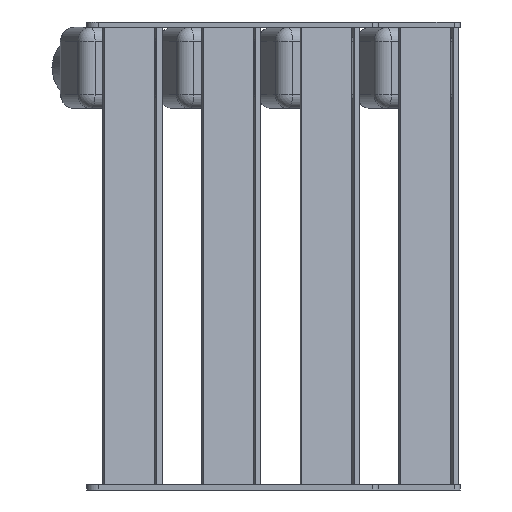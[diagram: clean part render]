
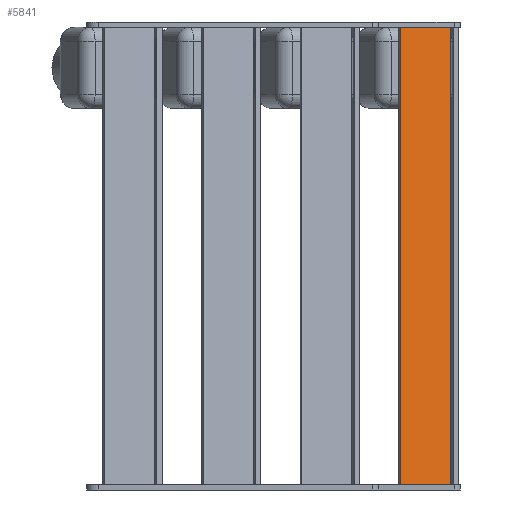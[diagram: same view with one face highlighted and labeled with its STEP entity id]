
A CAD part, left-side view. The second image highlights one B-rep face of the part: STEP entity #5841.
In plain terms, the highlighted planar face has unit normal (-0.951, -0.309, 0).
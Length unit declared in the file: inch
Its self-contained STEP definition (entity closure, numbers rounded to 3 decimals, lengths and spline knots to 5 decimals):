
#539=FACE_OUTER_BOUND('',#909,.T.);
#909=EDGE_LOOP('',(#4663,#4664,#4665,#4666,#4667,#4668,#4669,#4670,#4671,
#4672,#4673,#4674));
#1481=LINE('',#9109,#2139);
#1484=LINE('',#9115,#2142);
#1487=LINE('',#9121,#2145);
#1490=LINE('',#9127,#2148);
#1493=LINE('',#9133,#2151);
#1496=LINE('',#9139,#2154);
#1499=LINE('',#9145,#2157);
#1502=LINE('',#9151,#2160);
#1505=LINE('',#9157,#2163);
#1508=LINE('',#9163,#2166);
#1511=LINE('',#9169,#2169);
#1514=LINE('',#9173,#2172);
#2139=VECTOR('',#7340,0.3937);
#2142=VECTOR('',#7345,0.3937);
#2145=VECTOR('',#7350,0.3937);
#2148=VECTOR('',#7355,0.3937);
#2151=VECTOR('',#7360,0.3937);
#2154=VECTOR('',#7365,0.3937);
#2157=VECTOR('',#7370,0.3937);
#2160=VECTOR('',#7375,0.3937);
#2163=VECTOR('',#7380,0.3937);
#2166=VECTOR('',#7385,0.3937);
#2169=VECTOR('',#7390,0.3937);
#2172=VECTOR('',#7395,0.3937);
#2683=VERTEX_POINT('',#9106);
#2684=VERTEX_POINT('',#9108);
#2686=VERTEX_POINT('',#9114);
#2688=VERTEX_POINT('',#9120);
#2690=VERTEX_POINT('',#9126);
#2692=VERTEX_POINT('',#9132);
#2694=VERTEX_POINT('',#9138);
#2696=VERTEX_POINT('',#9144);
#2698=VERTEX_POINT('',#9150);
#2700=VERTEX_POINT('',#9156);
#2702=VERTEX_POINT('',#9162);
#2704=VERTEX_POINT('',#9168);
#3353=EDGE_CURVE('',#2684,#2683,#1481,.T.);
#3356=EDGE_CURVE('',#2686,#2684,#1484,.T.);
#3359=EDGE_CURVE('',#2688,#2686,#1487,.T.);
#3362=EDGE_CURVE('',#2690,#2688,#1490,.T.);
#3365=EDGE_CURVE('',#2692,#2690,#1493,.T.);
#3368=EDGE_CURVE('',#2694,#2692,#1496,.T.);
#3371=EDGE_CURVE('',#2696,#2694,#1499,.T.);
#3374=EDGE_CURVE('',#2698,#2696,#1502,.T.);
#3377=EDGE_CURVE('',#2700,#2698,#1505,.T.);
#3380=EDGE_CURVE('',#2702,#2700,#1508,.T.);
#3383=EDGE_CURVE('',#2704,#2702,#1511,.T.);
#3386=EDGE_CURVE('',#2683,#2704,#1514,.T.);
#4663=ORIENTED_EDGE('',*,*,#3386,.T.);
#4664=ORIENTED_EDGE('',*,*,#3383,.T.);
#4665=ORIENTED_EDGE('',*,*,#3380,.T.);
#4666=ORIENTED_EDGE('',*,*,#3377,.T.);
#4667=ORIENTED_EDGE('',*,*,#3374,.T.);
#4668=ORIENTED_EDGE('',*,*,#3371,.T.);
#4669=ORIENTED_EDGE('',*,*,#3368,.T.);
#4670=ORIENTED_EDGE('',*,*,#3365,.T.);
#4671=ORIENTED_EDGE('',*,*,#3362,.T.);
#4672=ORIENTED_EDGE('',*,*,#3359,.T.);
#4673=ORIENTED_EDGE('',*,*,#3356,.T.);
#4674=ORIENTED_EDGE('',*,*,#3353,.T.);
#5591=PLANE('',#6259);
#5841=ADVANCED_FACE('',(#539),#5591,.T.);
#6259=AXIS2_PLACEMENT_3D('',#9174,#7396,#7397);
#7340=DIRECTION('',(0.,0.,1.));
#7345=DIRECTION('',(-0.309,0.951,0.));
#7350=DIRECTION('',(0.,0.,1.));
#7355=DIRECTION('',(0.309,-0.951,0.));
#7360=DIRECTION('',(0.,0.,1.));
#7365=DIRECTION('',(0.309,-0.951,0.));
#7370=DIRECTION('',(0.,0.,-1.));
#7375=DIRECTION('',(0.309,-0.951,0.));
#7380=DIRECTION('',(0.,0.,-1.));
#7385=DIRECTION('',(-0.309,0.951,0.));
#7390=DIRECTION('',(0.,0.,-1.));
#7395=DIRECTION('',(-0.309,0.951,0.));
#7396=DIRECTION('center_axis',(-0.951,-0.309,0.));
#7397=DIRECTION('ref_axis',(0.,0.,
1.));
#9106=CARTESIAN_POINT('',(1.6005,0.4111,0.141));
#9108=CARTESIAN_POINT('',(1.6005,0.4111,0.));
#9109=CARTESIAN_POINT('',(1.6005,0.4111,0.));
#9114=CARTESIAN_POINT('',(1.65458,0.24467,0.));
#9115=CARTESIAN_POINT('',(1.6005,0.4111,0.));
#9120=CARTESIAN_POINT('',(1.65458,0.24467,-11.75));
#9121=CARTESIAN_POINT('',(1.65458,0.24467,-11.75));
#9126=CARTESIAN_POINT('',(1.6005,0.4111,-11.75));
#9127=CARTESIAN_POINT('',(1.6005,0.4111,-11.75));
#9132=CARTESIAN_POINT('',(1.6005,0.4111,-11.891));
#9133=CARTESIAN_POINT('',(1.6005,0.4111,-11.891));
#9138=CARTESIAN_POINT('',(1.29148,1.36216,-11.891));
#9139=CARTESIAN_POINT('',(1.29148,1.36216,-11.891));
#9144=CARTESIAN_POINT('',(1.29148,1.36216,-11.75));
#9145=CARTESIAN_POINT('',(1.29148,1.36216,-11.75));
#9150=CARTESIAN_POINT('',(1.23741,1.52859,-11.75));
#9151=CARTESIAN_POINT('',(1.29148,1.36216,-11.75));
#9156=CARTESIAN_POINT('',(1.23741,1.52859,0.));
#9157=CARTESIAN_POINT('',(1.23741,1.52859,-11.75));
#9162=CARTESIAN_POINT('',(1.29148,1.36216,0.));
#9163=CARTESIAN_POINT('',(1.29148,1.36216,0.));
#9168=CARTESIAN_POINT('',(1.29148,1.36216,0.141));
#9169=CARTESIAN_POINT('',(1.29148,1.36216,0.141));
#9173=CARTESIAN_POINT('',(1.6005,0.4111,0.141));
#9174=CARTESIAN_POINT('Origin',(1.44599,0.88663,-5.875));
